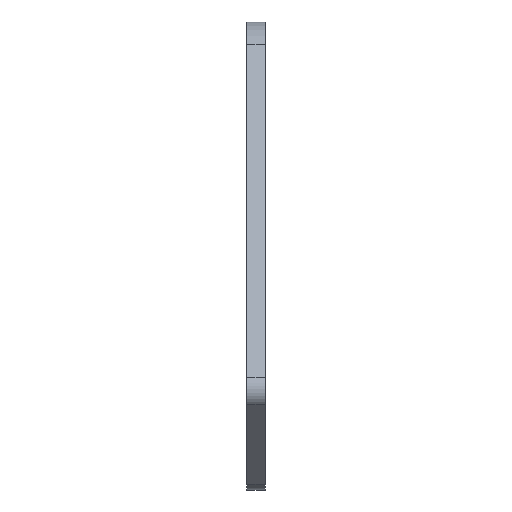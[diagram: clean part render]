
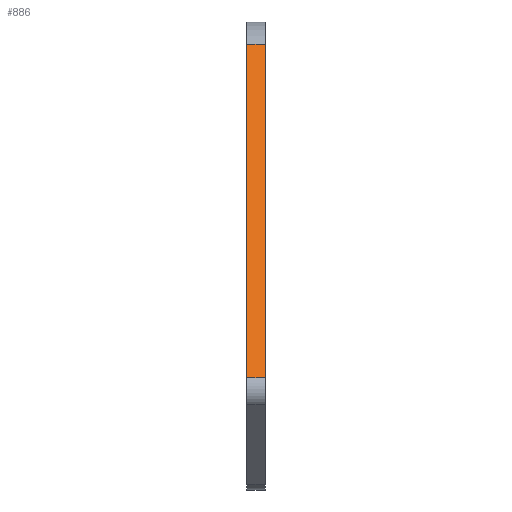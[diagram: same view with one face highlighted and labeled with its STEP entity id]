
A CAD part, left-side view. The second image highlights one B-rep face of the part: STEP entity #886.
In plain terms, the highlighted planar face has unit normal (-0.707, 0, 0.707).
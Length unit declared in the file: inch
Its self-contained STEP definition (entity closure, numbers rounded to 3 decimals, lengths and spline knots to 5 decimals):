
#23 = CARTESIAN_POINT ( 'NONE',  ( -0.20711, 0., 0.5 ) ) ;
#61 = EDGE_CURVE ( 'NONE', #854, #1314, #1310, .T. ) ;
#82 = EDGE_LOOP ( 'NONE', ( #1134, #1353, #1445, #1289 ) ) ;
#87 = AXIS2_PLACEMENT_3D ( 'NONE', #536, #1128, #1231 ) ;
#105 = VECTOR ( 'NONE', #266, 39.37008 ) ;
#127 = DIRECTION ( 'NONE',  ( 0., 1., 0. ) ) ;
#158 = CARTESIAN_POINT ( 'NONE',  ( -0.35355, 0., 0.35355 ) ) ;
#225 = CARTESIAN_POINT ( 'NONE',  ( -0.20711, 0.125, 0.5 ) ) ;
#266 = DIRECTION ( 'NONE',  ( 0., -1., 0. ) ) ;
#276 = CARTESIAN_POINT ( 'NONE',  ( -2.56326, 0., -1.85616 ) ) ;
#310 = CARTESIAN_POINT ( 'NONE',  ( -2.56326, 0.125, -1.85616 ) ) ;
#335 = VECTOR ( 'NONE', #842, 39.37008 ) ;
#514 = CARTESIAN_POINT ( 'NONE',  ( -2.56326, 0.125, -1.85616 ) ) ;
#523 = EDGE_CURVE ( 'NONE', #854, #725, #801, .T. ) ;
#536 = CARTESIAN_POINT ( 'NONE',  ( -0.20711, 0.125, 0.5 ) ) ;
#607 = EDGE_CURVE ( 'NONE', #1314, #1160, #610, .T. ) ;
#610 = LINE ( 'NONE', #23, #335 ) ;
#626 = CARTESIAN_POINT ( 'NONE',  ( -0.35355, 0.125, 0.35355 ) ) ;
#716 = VECTOR ( 'NONE', #127, 39.37008 ) ;
#725 = VERTEX_POINT ( 'NONE', #626 ) ;
#801 = LINE ( 'NONE', #225, #1434 ) ;
#842 = DIRECTION ( 'NONE',  ( 0.707, 0., 0.707 ) ) ;
#854 = VERTEX_POINT ( 'NONE', #310 ) ;
#886 = ADVANCED_FACE ( 'NONE', ( #1006 ), #1248, .F. ) ;
#1006 = FACE_OUTER_BOUND ( 'NONE', #82, .T. ) ;
#1128 = DIRECTION ( 'NONE',  ( 0.707, 0., -0.707 ) ) ;
#1134 = ORIENTED_EDGE ( 'NONE', *, *, #523, .F. ) ;
#1150 = EDGE_CURVE ( 'NONE', #1160, #725, #1402, .T. ) ;
#1160 = VERTEX_POINT ( 'NONE', #158 ) ;
#1176 = CARTESIAN_POINT ( 'NONE',  ( -0.35355, 0.125, 0.35355 ) ) ;
#1231 = DIRECTION ( 'NONE',  ( -0.707, 0., -0.707 ) ) ;
#1248 = PLANE ( 'NONE',  #87 ) ;
#1289 = ORIENTED_EDGE ( 'NONE', *, *, #1150, .T. ) ;
#1310 = LINE ( 'NONE', #514, #105 ) ;
#1314 = VERTEX_POINT ( 'NONE', #276 ) ;
#1353 = ORIENTED_EDGE ( 'NONE', *, *, #61, .T. ) ;
#1402 = LINE ( 'NONE', #1176, #716 ) ;
#1434 = VECTOR ( 'NONE', #1472, 39.37008 ) ;
#1445 = ORIENTED_EDGE ( 'NONE', *, *, #607, .T. ) ;
#1472 = DIRECTION ( 'NONE',  ( 0.707, 0., 0.707 ) ) ;
